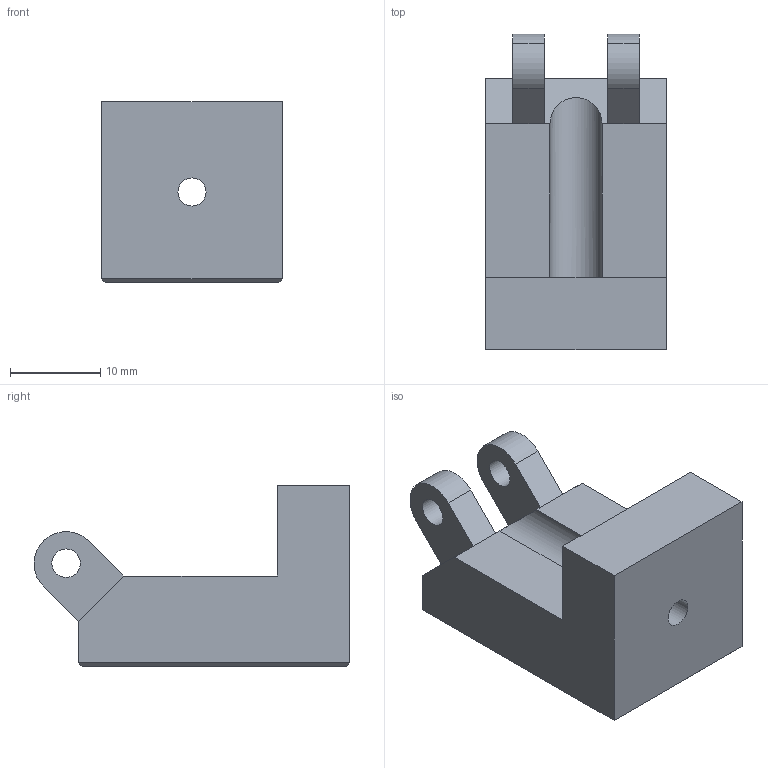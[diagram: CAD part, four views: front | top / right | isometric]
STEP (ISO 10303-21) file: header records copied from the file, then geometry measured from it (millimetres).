
FILE_DESCRIPTION(/* description */ (''),/* implementation_level */ '2;1');
FILE_NAME(/* name */ 'Center Frame Mount.step',/* time_stamp */ '2018-11-17T22:23:51-06:00',/* author */ (''),/* organization */ (''),/* preprocessor_version */ 'ST-DEVELOPER v17.2',/* originating_system */ 'Autodesk Translation Framework v7.6.0.251',/* authorisation */ '');
FILE_SCHEMA (('AUTOMOTIVE_DESIGN { 1 0 10303 214 3 1 1 }'));
Length unit declared in the file: millimetre
Products named in the file (1): Center Frame Camera Mount
Bounding box: 20 x 34.9 x 20 mm (x, y, z)
Volume: 7344 mm3; surface area: 3184.1 mm2
Topology: 1 solids, 1 shells, 35 faces, 88 edges, 55 vertices
Faces by surface type: plane 27, cylinder 8
Full cylindrical faces by diameter (mm): 3.1 x1, 3.15 x2, 5.75 x1
Entity records: 1078 total; most frequent: DIRECTION 179, CARTESIAN_POINT 179, ORIENTED_EDGE 176, EDGE_CURVE 88, LINE 69, VECTOR 69, VERTEX_POINT 55, AXIS2_PLACEMENT_3D 55
